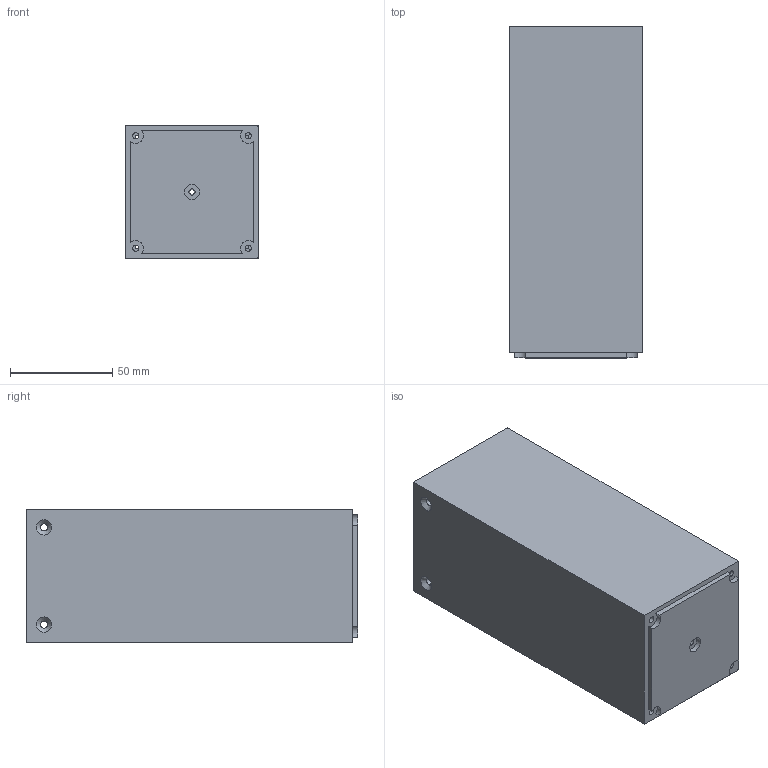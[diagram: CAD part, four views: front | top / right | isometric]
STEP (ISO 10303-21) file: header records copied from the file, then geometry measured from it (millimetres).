
FILE_DESCRIPTION(/* description */ ('STEP AP242','CAx-IF Rec.Pracs.---Representation and Presentation of Product Manufacturing Information (PMI)---4.0---2014-10-13','CAx-IF Rec.Pracs.---3D Tessellated Geometry---0.4---2014-09-14','2;1'),/* implementation_level */ '2;1');
FILE_NAME(/* name */ '67564ed273362671504d0a16',/* time_stamp */ '2024-12-09T01:58:42Z',/* author */ (''),/* organization */ (''),/* preprocessor_version */ 'ST-DEVELOPER v20',/* originating_system */ 'ONSHAPE BY PTC INC, 1.190',/* authorisation */ ' ');
FILE_SCHEMA (('AP242_MANAGED_MODEL_BASED_3D_ENGINEERING_MIM_LF { 1 0 10303 442 1 1 4 }'));
Length unit declared in the file: metre
Products named in the file (7): Part 6; Part 2; Part 3; Part 4; Part 5; Part 7; Part 8
Bounding box: 65 x 161.96 x 65 mm (x, y, z)
Volume: 171912.3 mm3; surface area: 72813.1 mm2
Topology: 7 solids, 7 shells, 93 faces, 237 edges, 152 vertices
Faces by surface type: plane 68, cylinder 19, cone 6
Full cylindrical faces by diameter (mm): 3 x10, 3.5 x4, 7.5 x1
Entity records: 2849 total; most frequent: DIRECTION 461, CARTESIAN_POINT 453, ORIENTED_EDGE 418, EDGE_CURVE 209, LINE 157, VECTOR 157, AXIS2_PLACEMENT_3D 152, VERTEX_POINT 144
